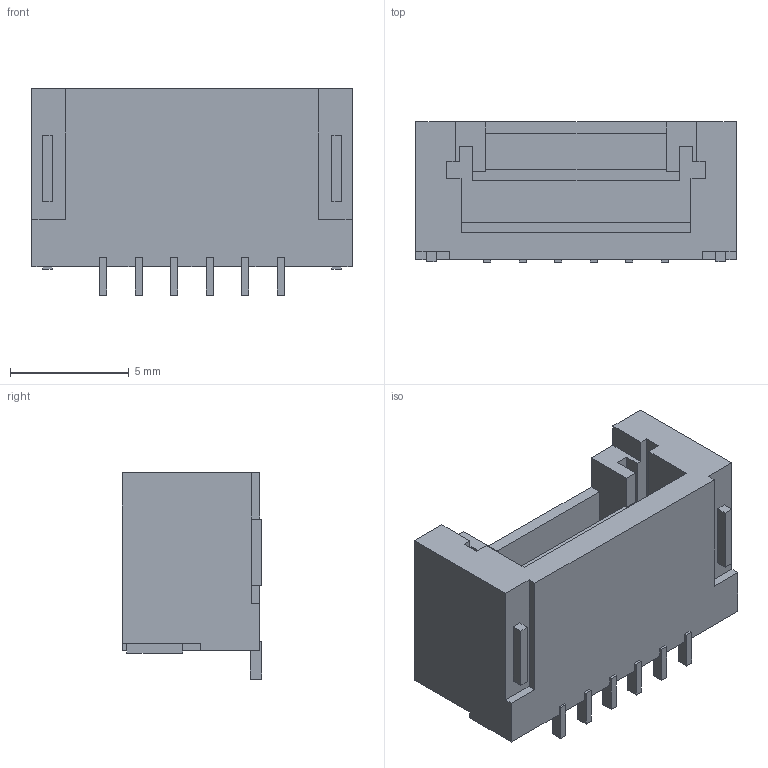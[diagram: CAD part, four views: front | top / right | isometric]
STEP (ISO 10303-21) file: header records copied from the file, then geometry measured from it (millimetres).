
FILE_DESCRIPTION (( 'STEP AP214' ), '1' );
FILE_NAME ('SM06B-ZESS.STEP', '2023-06-19T01:30:28', ( '' ), ( '' ), 'SwSTEP 2.0', 'SolidWorks 2017', '' );
FILE_SCHEMA (( 'AUTOMOTIVE_DESIGN' ));
Length unit declared in the file: millimetre
Products named in the file (1): SM06B-ZESS
Bounding box: 13.5 x 5.9 x 8.7 mm (x, y, z)
Volume: 367.6 mm3; surface area: 673.7 mm2
Topology: 1 solids, 1 shells, 106 faces, 300 edges, 200 vertices
Faces by surface type: plane 106
Entity records: 4520 total; most frequent: CARTESIAN_POINT 607, ORIENTED_EDGE 600, DIRECTION 514, EDGE_CURVE 300, VECTOR 300, LINE 300, VERTEX_POINT 200, EDGE_LOOP 110
